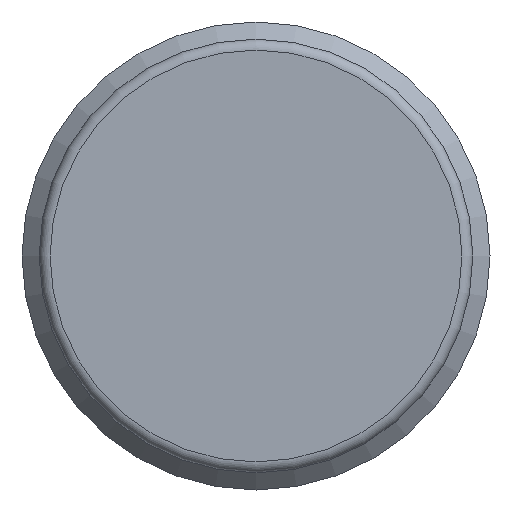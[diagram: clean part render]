
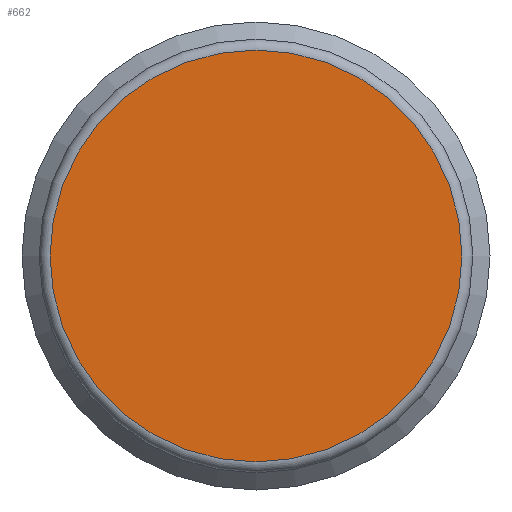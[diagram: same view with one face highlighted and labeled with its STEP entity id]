
A CAD part, left-side view. The second image highlights one B-rep face of the part: STEP entity #662.
In plain terms, the highlighted planar face has unit normal (-1, 0, 0).
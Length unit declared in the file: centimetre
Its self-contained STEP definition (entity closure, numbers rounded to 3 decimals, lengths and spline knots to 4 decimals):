
#153=FACE_OUTER_BOUND('',#198,.T.);
#198=EDGE_LOOP('',(#441));
#265=CIRCLE('',#710,1.32);
#300=VERTEX_POINT('',#997);
#360=EDGE_CURVE('',#300,#300,#265,.T.);
#441=ORIENTED_EDGE('',*,*,#360,.F.);
#603=PLANE('',#709);
#662=ADVANCED_FACE('',(#153),#603,.F.);
#709=AXIS2_PLACEMENT_3D('',#996,#791,#792);
#710=AXIS2_PLACEMENT_3D('',#998,#793,#794);
#791=DIRECTION('center_axis',(1.,0.,0.));
#792=DIRECTION('ref_axis',(0.,0.,-1.));
#793=DIRECTION('center_axis',(1.,0.,0.));
#794=DIRECTION('ref_axis',(0.,-1.,0.));
#996=CARTESIAN_POINT('Origin',(-3.8389,-0.3048,0.));
#997=CARTESIAN_POINT('',(-3.8389,1.0152,0.));
#998=CARTESIAN_POINT('Origin',(-3.8389,-0.3048,0.));
